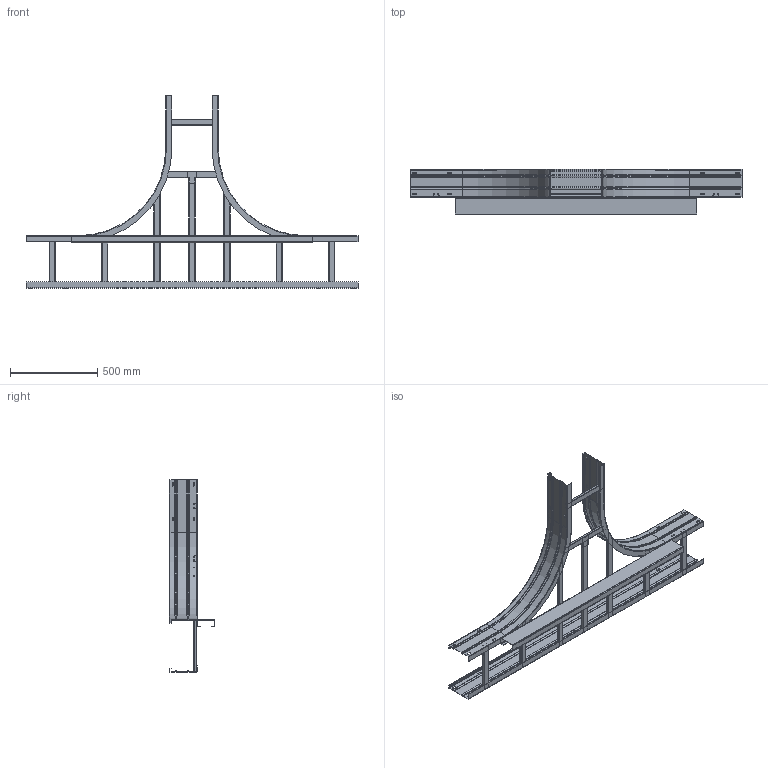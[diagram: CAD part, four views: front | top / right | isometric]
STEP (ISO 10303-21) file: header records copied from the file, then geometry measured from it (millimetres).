
FILE_DESCRIPTION((''),'2;1');
FILE_NAME('KTS_05_074-055_2-6229735_ASM','2013-01-10T',('AndreasKeweloh'),(''),'PRO/ENGINEER BY PARAMETRIC TECHNOLOGY CORPORATION, 2012230','PRO/ENGINEER BY PARAMETRIC TECHNOLOGY CORPORATION, 2012230','');
FILE_SCHEMA(('CONFIG_CONTROL_DESIGN'));
Length unit declared in the file: millimetre
Products named in the file (13): KTS_05_013-038-15425; KTS_05_013-038-15424; KTS_05_013-043_L_1900; KTS_05_013-005_L_1380; KTS_05_019-034-394_SPROSS-15428; KTS_05_019-035_L_345; KTS_05_019-037_L_597_RE; KTS_05_019-037_L_597_LI; KTS_05_019-036_L_319_RE; KTS_05_019-036_L_319_LI; KTS_05_019-034-394_SPROSS-15434; KTS_05_015-005; KTS_05_074-055_2-6229735_ASM
Assembly tree (14 placements, depth 2):
  KTS_05_074-055_2-6229735_ASM
    KTS_05_013-038-15425
    KTS_05_013-038-15424
    KTS_05_013-043_L_1900
    KTS_05_013-005_L_1380
    KTS_05_019-034-394_SPROSS-15428
    KTS_05_019-035_L_345
    KTS_05_019-037_L_597_RE
    KTS_05_019-037_L_597_LI
    KTS_05_019-036_L_319_RE
    KTS_05_019-036_L_319_LI
    KTS_05_019-034-394_SPROSS-15434  x3
    KTS_05_015-005
Bounding box: 1900 x 260 x 1100 mm (x, y, z)
Volume: 3208798.7 mm3; surface area: 3249742 mm2
Topology: 14 solids, 14 shells, 720 faces, 1846 edges, 1154 vertices
Faces by surface type: plane 382, cylinder 300, torus 36, bspline 2
Entity records: 20719 total; most frequent: CARTESIAN_POINT 3743, DIRECTION 3658, ORIENTED_EDGE 3428, EDGE_CURVE 1714, AXIS2_PLACEMENT_3D 1299, VERTEX_POINT 1066, VECTOR 1060, LINE 1060
